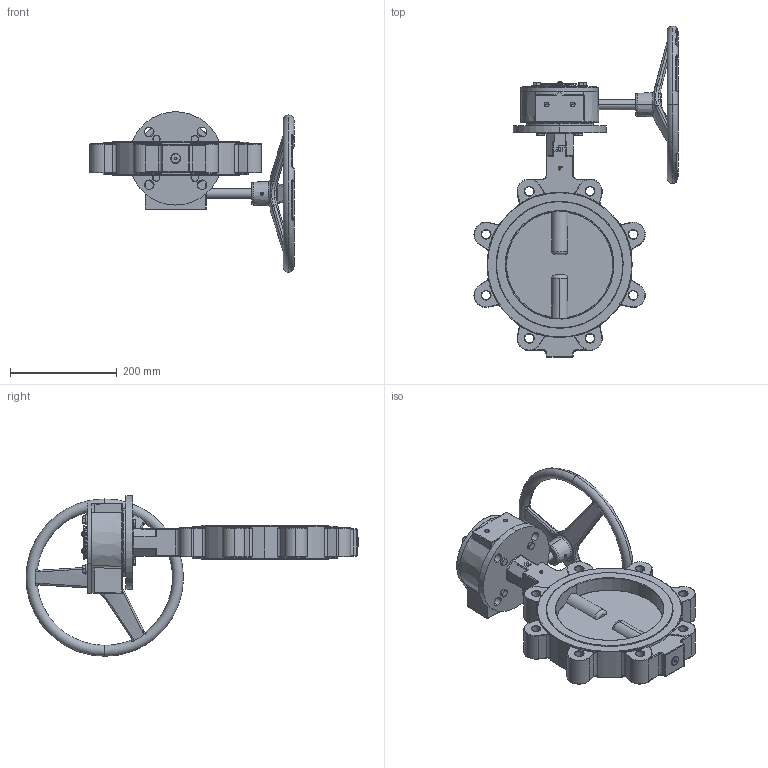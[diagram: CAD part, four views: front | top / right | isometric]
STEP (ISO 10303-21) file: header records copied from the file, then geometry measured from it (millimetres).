
FILE_DESCRIPTION (( 'STEP AP214' ), '1' );
FILE_NAME ('OS-L1-0800-XXX-G.step', '2019-08-12T18:29:16', ( '' ), ( '' ), 'SwSTEP 2.0', 'SolidWorks 2019', '' );
FILE_SCHEMA (( 'AUTOMOTIVE_DESIGN' ));
Length unit declared in the file: inch
Products named in the file (46): 25057; flat washer narrow_am_B18.22M - Plain washer, 8 mm, narrow; 25197; hex cap screw_am; pan cross head_am_B18.6.7M - M5 x 0.8 x 8 Type I Cross Recessed PHMS --8N; 25056; pan cross head_am; 25054; hex cap screw_am_B18.2.3.1M - Hex cap screw, M8 x 1.25 x 20 --20N; flat washer narrow_am; socket set screw flat point_am; 25059; socket set screw flat point_am_B18.3.6M - M6 x 1.0 x 8 Hex Socket Flat Pt. SS --N; 25124; spring pin slotted_ai_SPS 0.2188x1.75; G-XX-0800 GEAR OPERATOR SQUARE DRIVE_CLOSED; 25113; 25192; 25055; 25058; spring pin slotted_ai; OS-L1-0800-XXX_CLOSE; hex cap screw_am_B18.2.3.1M - Hex cap screw, M8 x 1.25 x 12 --12N; OS-L1-0800-XXX-G
Assembly tree (29 placements, depth 3):
  25057
  25197
  hex cap screw_am
  pan cross head_am
  flat washer narrow_am
Bounding box: 382.7 x 622.46 x 300.98 mm (x, y, z)
Volume: 5080835.9 mm3; surface area: 743343.8 mm2
Topology: 27 solids, 27 shells, 1396 faces, 3359 edges, 2035 vertices
Faces by surface type: plane 499, cylinder 373, bspline 209, torus 181, cone 117, sphere 17
Entity records: 48934 total; most frequent: CARTESIAN_POINT 20648, ORIENTED_EDGE 5690, DIRECTION 5214, EDGE_CURVE 2845, AXIS2_PLACEMENT_3D 2001, VERTEX_POINT 1769, EDGE_LOOP 1320, LINE 1212
